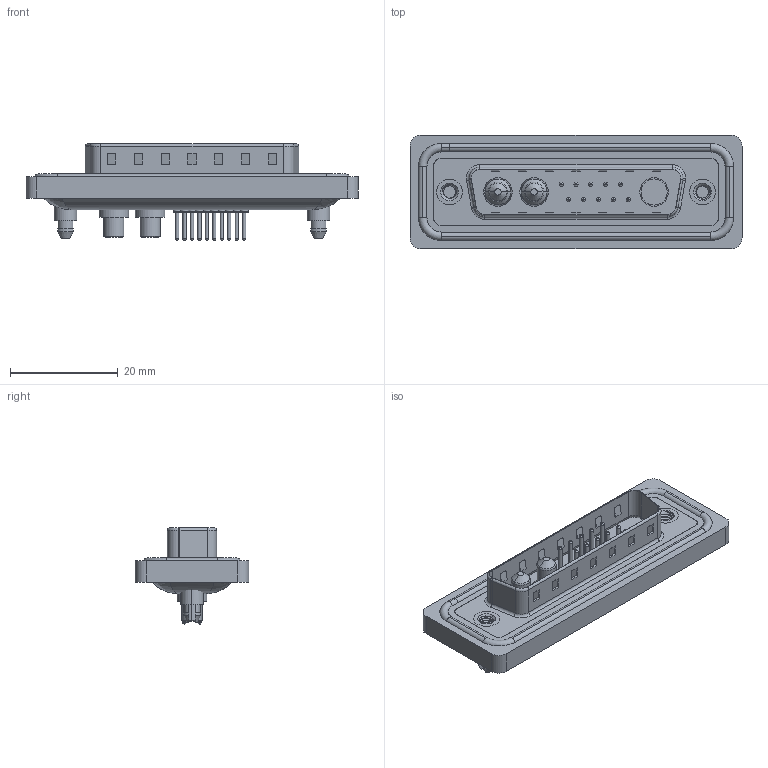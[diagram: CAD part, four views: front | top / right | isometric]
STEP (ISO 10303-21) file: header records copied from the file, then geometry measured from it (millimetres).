
FILE_DESCRIPTION (( 'STEP AP203' ), '1' );
FILE_NAME ('627W13W3124-4ND.STEP', '2020-09-14T22:44:43', ( '' ), ( '' ), 'SwSTEP 2.0', 'SolidWorks 2020', '' );
FILE_SCHEMA (( 'CONFIG_CONTROL_DESIGN' ));
Length unit declared in the file: millimetre
Products named in the file (10): 627Combo Threaded Boardlock_D; 627Combo Waterproof Housing_25 Contacts; 627Combo Shell Rear_25 Contacts; 627Combo Contact Row 1_24; 627Combo Contact Row 2_24; 627W13W3124-4ND; Power Pin_40A S; 627Combo Shell Front_25 Contacts; 627Combo Housing_13W3; 627Combo Threaded Boardlock_5
Assembly tree (19 placements, depth 2):
  627W13W3124-4ND
    627Combo Housing_13W3
    627Combo Waterproof Housing_25 Contacts
    627Combo Shell Rear_25 Contacts
    627Combo Shell Front_25 Contacts
    627Combo Threaded Boardlock_D
    Power Pin_40A S  x3
    627Combo Threaded Boardlock_5
    627Combo Contact Row 1_24  x5
    627Combo Contact Row 2_24  x5
Bounding box: 61.75 x 21.1 x 17.9 mm (x, y, z)
Volume: 7525.2 mm3; surface area: 12243.6 mm2
Topology: 23 solids, 23 shells, 1028 faces, 2375 edges, 1469 vertices
Faces by surface type: cylinder 425, plane 325, torus 230, cone 34, bspline 14
Entity records: 26914 total; most frequent: CARTESIAN_POINT 8078, DIRECTION 3831, ORIENTED_EDGE 3554, EDGE_CURVE 1777, AXIS2_PLACEMENT_3D 1477, VERTEX_POINT 1129, LINE 877, VECTOR 877
